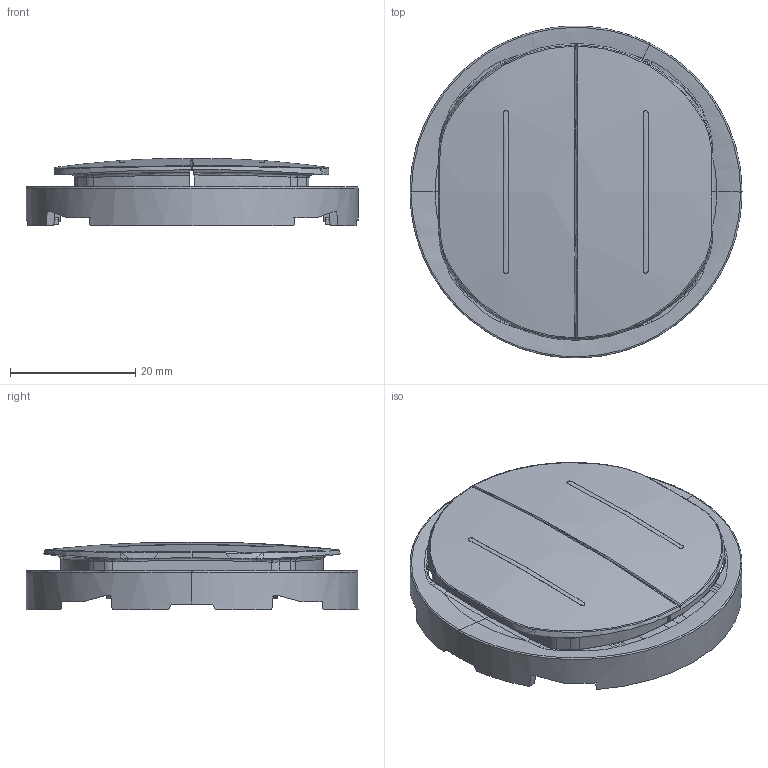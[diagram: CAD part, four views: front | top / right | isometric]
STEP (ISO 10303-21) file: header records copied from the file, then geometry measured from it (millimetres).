
FILE_DESCRIPTION(('CATIA V5 STEP Exchange','CAx-IF Rec.Pracs.--- Model Styling and Organization---1.5--- 2016-08-15','CAx-IF Rec.Pracs.---Supplemental Geometry---1.0---2011-11-01','CAx-IF Rec.Pracs.--- Composite Materials ---1.1---2010-07-15'),'2;1');
FILE_NAME('CB2007s.stp','2023-10-04T12:30:36+00:00',('none'),('none'),'CATIA Version 5-6 Release 2020 SP3','CATIA V5 STEP AP214 v2','none');
FILE_SCHEMA(('AUTOMOTIVE_DESIGN { 1 0 10303 214 1 1 1 1 }'));
Length unit declared in the file: millimetre
Products named in the file (5): T003433_A ; ED09224_A; A026872_A ; EE02132_A; EH00981_A
Assembly tree (5 placements, depth 3):
  T003433_A 
    ED09224_A
    A026872_A   x2
      EE02132_A
      EH00981_A
Bounding box: 53 x 53 x 10.76 mm (x, y, z)
Volume: 7017 mm3; surface area: 10902.4 mm2
Topology: 5 solids, 5 shells, 998 faces, 2774 edges, 1804 vertices
Faces by surface type: bspline 424, plane 400, cylinder 102, cone 38, torus 14, revolution 10, extrusion 10
Entity records: 33715 total; most frequent: CARTESIAN_POINT 20196, ORIENTED_EDGE 3738, EDGE_CURVE 1869, B_SPLINE_CURVE_WITH_KNOTS 1250, VERTEX_POINT 1217, DIRECTION 1167, EDGE_LOOP 682, ADVANCED_FACE 668
